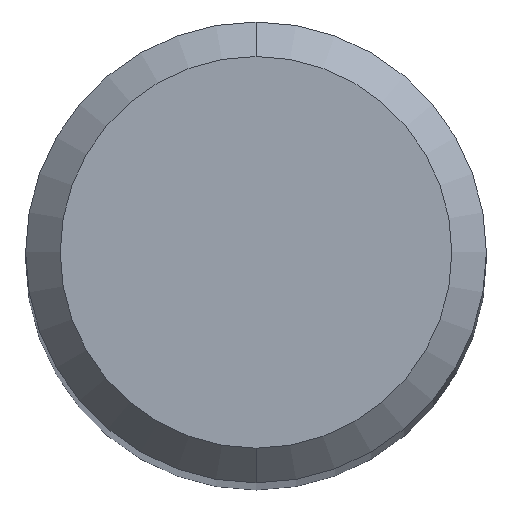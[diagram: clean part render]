
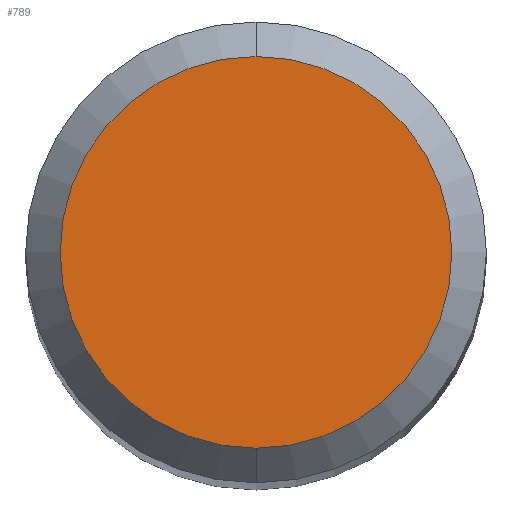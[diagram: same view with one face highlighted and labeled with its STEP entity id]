
A CAD part, top view. The second image highlights one B-rep face of the part: STEP entity #789.
In plain terms, the highlighted planar face has unit normal (0, 0, 1).
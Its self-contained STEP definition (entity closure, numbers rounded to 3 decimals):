
#417=EDGE_CURVE('',#661,#801,#1016,.T.);
#611=EDGE_CURVE('',#801,#661,#1229,.T.);
#661=VERTEX_POINT('',#1283);
#789=ADVANCED_FACE('',(#1422),#1423,.T.);
#801=VERTEX_POINT('',#1435);
#1016=CIRCLE('',#2381,1.7);
#1229=CIRCLE('',#4401,1.7);
#1283=CARTESIAN_POINT('',(0.0,1.7,0.0));
#1422=FACE_OUTER_BOUND('',#5024,.T.);
#1423=PLANE('',#5025);
#1435=CARTESIAN_POINT('',(0.,-1.7,0.0));
#2381=AXIS2_PLACEMENT_3D('',#5545,#5546,#5547);
#4401=AXIS2_PLACEMENT_3D('',#5774,#5775,#5776);
#5024=EDGE_LOOP('',(#5975,#5976));
#5025=AXIS2_PLACEMENT_3D('',#5977,#5978,#5979);
#5545=CARTESIAN_POINT('',(0.0,0.0,0.0));
#5546=DIRECTION('',(0.0,0.0,-1.0));
#5547=DIRECTION('',(0.0,1.0,0.0));
#5774=CARTESIAN_POINT('',(0.0,0.0,0.0));
#5775=DIRECTION('',(0.0,0.0,-1.0));
#5776=DIRECTION('',(0.0,1.0,0.0));
#5975=ORIENTED_EDGE('',*,*,#417,.F.);
#5976=ORIENTED_EDGE('',*,*,#611,.F.);
#5977=CARTESIAN_POINT('',(0.0,0.85,0.0));
#5978=DIRECTION('',(-0.0,0.0,1.0));
#5979=DIRECTION('',(0.0,-1.0,0.0));
